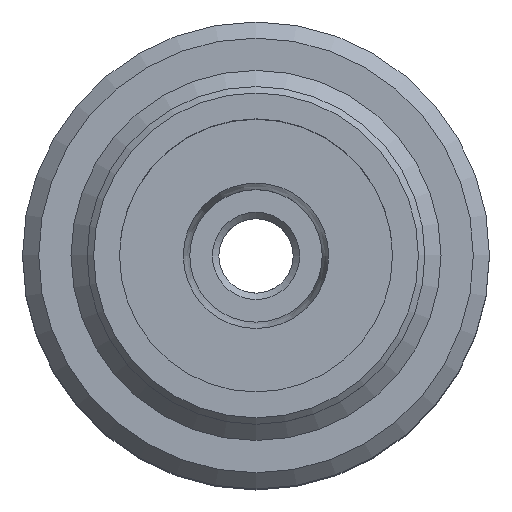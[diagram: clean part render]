
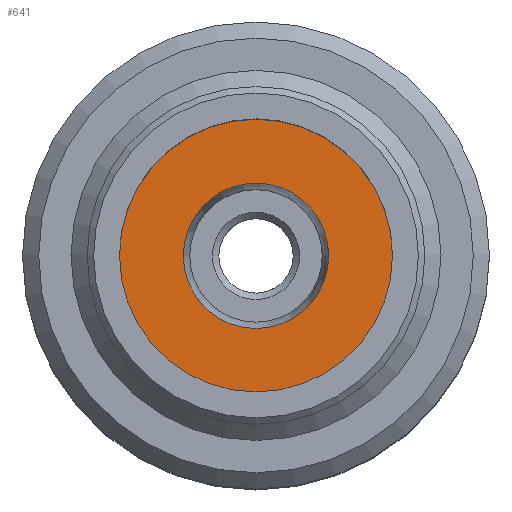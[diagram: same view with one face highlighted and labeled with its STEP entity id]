
A CAD part, top view. The second image highlights one B-rep face of the part: STEP entity #641.
In plain terms, the highlighted planar face has unit normal (0, 0, 1).
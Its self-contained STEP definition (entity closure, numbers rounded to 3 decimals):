
#465 = CONICAL_SURFACE('',#466,2.05,0.245);
#466 = AXIS2_PLACEMENT_3D('',#467,#468,#469);
#467 = CARTESIAN_POINT('',(0.,0.,2.65));
#468 = DIRECTION('',(-0.,-0.,1.));
#469 = DIRECTION('',(1.,0.,0.));
#534 = VERTEX_POINT('',#535);
#535 = CARTESIAN_POINT('',(2.25,0.,3.45));
#556 = EDGE_CURVE('',#534,#534,#557,.T.);
#557 = SURFACE_CURVE('',#558,(#563,#570),.PCURVE_S1.);
#558 = CIRCLE('',#559,2.25);
#559 = AXIS2_PLACEMENT_3D('',#560,#561,#562);
#560 = CARTESIAN_POINT('',(0.,0.,3.45));
#561 = DIRECTION('',(0.,-0.,1.));
#562 = DIRECTION('',(1.,0.,0.));
#563 = PCURVE('',#465,#564);
#564 = DEFINITIONAL_REPRESENTATION('',(#565),#569);
#565 = LINE('',#566,#567);
#566 = CARTESIAN_POINT('',(0.,0.8));
#567 = VECTOR('',#568,1.);
#568 = DIRECTION('',(1.,0.));
#569 = ( GEOMETRIC_REPRESENTATION_CONTEXT(2) 
PARAMETRIC_REPRESENTATION_CONTEXT() REPRESENTATION_CONTEXT('2D SPACE',''
  ) );
#570 = PCURVE('',#571,#576);
#571 = PLANE('',#572);
#572 = AXIS2_PLACEMENT_3D('',#573,#574,#575);
#573 = CARTESIAN_POINT('',(0.,0.,3.45));
#574 = DIRECTION('',(0.,0.,-1.));
#575 = DIRECTION('',(-1.,0.,0.));
#576 = DEFINITIONAL_REPRESENTATION('',(#577),#585);
#577 = ( BOUNDED_CURVE() B_SPLINE_CURVE(2,(#578,#579,#580,#581,#582,#583
,#584),.UNSPECIFIED.,.T.,.F.) B_SPLINE_CURVE_WITH_KNOTS((1,2,2,2,2,1),(
    -2.094,0.,2.094,4.189,6.283,
8.378),.UNSPECIFIED.) CURVE() GEOMETRIC_REPRESENTATION_ITEM() 
RATIONAL_B_SPLINE_CURVE((1.,0.5,1.,0.5,1.,0.5,1.)) REPRESENTATION_ITEM(
  '') );
#578 = CARTESIAN_POINT('',(-2.25,0.));
#579 = CARTESIAN_POINT('',(-2.25,3.897));
#580 = CARTESIAN_POINT('',(1.125,1.949));
#581 = CARTESIAN_POINT('',(4.5,0.));
#582 = CARTESIAN_POINT('',(1.125,-1.949));
#583 = CARTESIAN_POINT('',(-2.25,-3.897));
#584 = CARTESIAN_POINT('',(-2.25,0.));
#585 = ( GEOMETRIC_REPRESENTATION_CONTEXT(2) 
PARAMETRIC_REPRESENTATION_CONTEXT() REPRESENTATION_CONTEXT('2D SPACE',''
  ) );
#641 = ADVANCED_FACE('',(#642,#645),#571,.F.);
#642 = FACE_BOUND('',#643,.F.);
#643 = EDGE_LOOP('',(#644));
#644 = ORIENTED_EDGE('',*,*,#556,.T.);
#645 = FACE_BOUND('',#646,.F.);
#646 = EDGE_LOOP('',(#647));
#647 = ORIENTED_EDGE('',*,*,#648,.T.);
#648 = EDGE_CURVE('',#649,#649,#651,.T.);
#649 = VERTEX_POINT('',#650);
#650 = CARTESIAN_POINT('',(-4.225,0.,3.45));
#651 = SURFACE_CURVE('',#652,(#657,#664),.PCURVE_S1.);
#652 = CIRCLE('',#653,4.225);
#653 = AXIS2_PLACEMENT_3D('',#654,#655,#656);
#654 = CARTESIAN_POINT('',(0.,0.,3.45));
#655 = DIRECTION('',(0.,0.,-1.));
#656 = DIRECTION('',(-1.,0.,0.));
#657 = PCURVE('',#571,#658);
#658 = DEFINITIONAL_REPRESENTATION('',(#659),#663);
#659 = CIRCLE('',#660,4.225);
#660 = AXIS2_PLACEMENT_2D('',#661,#662);
#661 = CARTESIAN_POINT('',(0.,0.));
#662 = DIRECTION('',(1.,0.));
#663 = ( GEOMETRIC_REPRESENTATION_CONTEXT(2) 
PARAMETRIC_REPRESENTATION_CONTEXT() REPRESENTATION_CONTEXT('2D SPACE',''
  ) );
#664 = PCURVE('',#665,#670);
#665 = CYLINDRICAL_SURFACE('',#666,4.225);
#666 = AXIS2_PLACEMENT_3D('',#667,#668,#669);
#667 = CARTESIAN_POINT('',(0.,0.,10.5));
#668 = DIRECTION('',(0.,0.,-1.));
#669 = DIRECTION('',(-1.,0.,0.));
#670 = DEFINITIONAL_REPRESENTATION('',(#671),#675);
#671 = LINE('',#672,#673);
#672 = CARTESIAN_POINT('',(0.,7.05));
#673 = VECTOR('',#674,1.);
#674 = DIRECTION('',(1.,0.));
#675 = ( GEOMETRIC_REPRESENTATION_CONTEXT(2) 
PARAMETRIC_REPRESENTATION_CONTEXT() REPRESENTATION_CONTEXT('2D SPACE',''
  ) );
